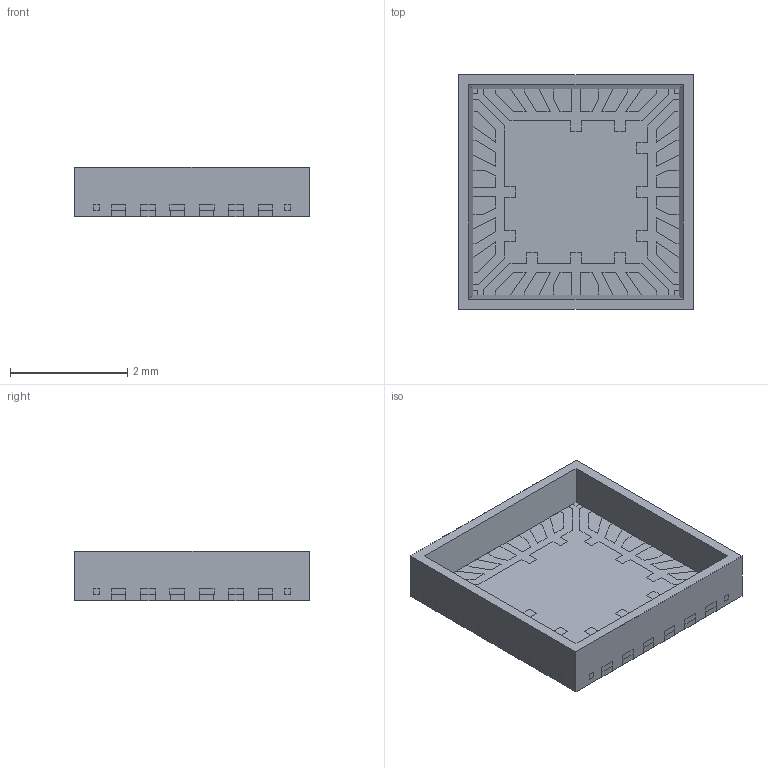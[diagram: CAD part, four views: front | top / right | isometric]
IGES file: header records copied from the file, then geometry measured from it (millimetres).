
Start section: SolidWorks IGES file using analytic representation for surfaces
Global section: file name: 4x4_24_5.IGS; native system: SolidWorks 2012; preprocessor: SolidWorks 2012; author: sw2011vm-Admin; date: 130815.093255; units: millimetre
Bounding box: 4 x 4 x 0.84 mm (x, y, z)
Surface area: 84.6 mm2 (no closed solid volume)
Topology: 0 solids, 0 shells, 980 faces, 5337 edges, 5337 vertices
Faces by surface type: bspline 980
